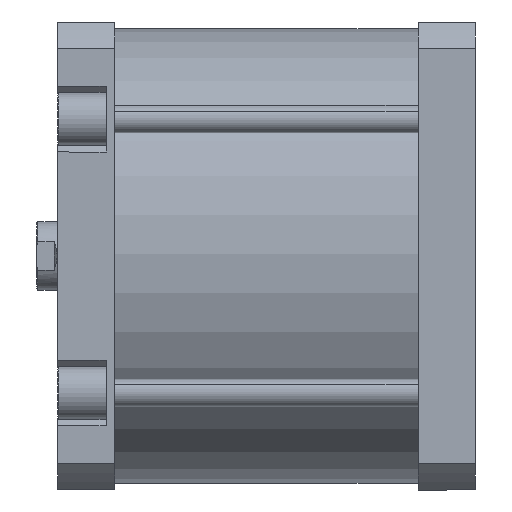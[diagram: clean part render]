
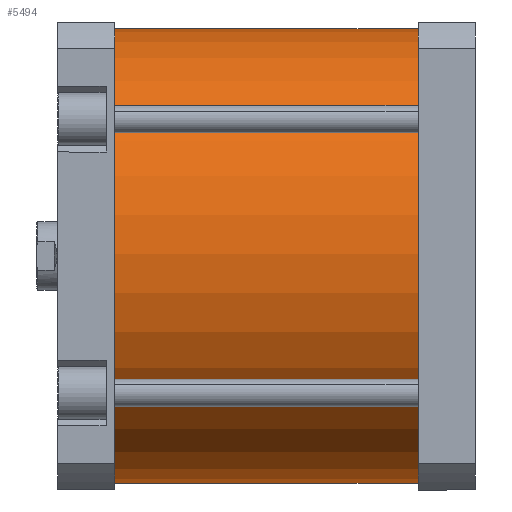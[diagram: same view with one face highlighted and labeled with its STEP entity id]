
A CAD part, front view. The second image highlights one B-rep face of the part: STEP entity #5494.
In plain terms, the highlighted cylindrical face has radius 131 mm (diameter 262 mm), a partial arc.
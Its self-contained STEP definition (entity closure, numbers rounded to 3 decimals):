
#1067 = EDGE_LOOP ( 'NONE', ( #2399, #2402, #2403, #2404 ) ) ;
#1478 = CARTESIAN_POINT ( 'NONE',  ( 131., 0., 0. ) ) ;
#1683 = VERTEX_POINT ( 'NONE', #1935 ) ;
#1687 = VERTEX_POINT ( 'NONE', #1478 ) ;
#1838 = CARTESIAN_POINT ( 'NONE',  ( 131., 0., 175. ) ) ;
#1885 = VERTEX_POINT ( 'NONE', #1838 ) ;
#1900 = VERTEX_POINT ( 'NONE', #4233 ) ;
#1935 = CARTESIAN_POINT ( 'NONE',  ( -131., 0., 0. ) ) ;
#2399 = ORIENTED_EDGE ( 'NONE', *, *, #3285, .F. ) ;
#2402 = ORIENTED_EDGE ( 'NONE', *, *, #3288, .T. ) ;
#2403 = ORIENTED_EDGE ( 'NONE', *, *, #3281, .T. ) ;
#2404 = ORIENTED_EDGE ( 'NONE', *, *, #3282, .F. ) ;
#2566 = VECTOR ( 'NONE', #4298, 1000. ) ;
#2580 = LINE ( 'NONE', #4292, #2566 ) ;
#2581 = CIRCLE ( 'NONE', #3901, 131. ) ;
#2582 = LINE ( 'NONE', #4313, #2587 ) ;
#2586 = CIRCLE ( 'NONE', #3900, 131. ) ;
#2587 = VECTOR ( 'NONE', #4314, 1000. ) ;
#3281 = EDGE_CURVE ( 'NONE', #1687, #1683, #2581, .T. ) ;
#3282 = EDGE_CURVE ( 'NONE', #1900, #1683, #2580, .T. ) ;
#3285 = EDGE_CURVE ( 'NONE', #1885, #1900, #2586, .T. ) ;
#3288 = EDGE_CURVE ( 'NONE', #1885, #1687, #2582, .T. ) ;
#3900 = AXIS2_PLACEMENT_3D ( 'NONE', #4303, #4304, #4305 ) ;
#3901 = AXIS2_PLACEMENT_3D ( 'NONE', #4294, #4295, #4296 ) ;
#4233 = CARTESIAN_POINT ( 'NONE',  ( -131., 0., 175. ) ) ;
#4292 = CARTESIAN_POINT ( 'NONE',  ( -131., 0., 175. ) ) ;
#4294 = CARTESIAN_POINT ( 'NONE',  ( 0., 0., 0. ) ) ;
#4295 = DIRECTION ( 'NONE',  ( 0., 0., 1. ) ) ;
#4296 = DIRECTION ( 'NONE',  ( 1., 0., 0. ) ) ;
#4298 = DIRECTION ( 'NONE',  ( 0., 0., -1. ) ) ;
#4303 = CARTESIAN_POINT ( 'NONE',  ( 0., 0., 175. ) ) ;
#4304 = DIRECTION ( 'NONE',  ( 0., 0., 1. ) ) ;
#4305 = DIRECTION ( 'NONE',  ( 1., 0., 0. ) ) ;
#4313 = CARTESIAN_POINT ( 'NONE',  ( 131., 0., 175. ) ) ;
#4314 = DIRECTION ( 'NONE',  ( 0., 0., -1. ) ) ;
#5494 = ADVANCED_FACE ( 'NONE', ( #6030 ), #6029, .T. ) ;
#6029 = CYLINDRICAL_SURFACE ( 'NONE', #7599, 131. ) ;
#6030 = FACE_OUTER_BOUND ( 'NONE', #1067, .T. ) ;
#7035 = DIRECTION ( 'NONE',  ( -1., 0., 0. ) ) ;
#7036 = DIRECTION ( 'NONE',  ( 0., 0., -1. ) ) ;
#7037 = CARTESIAN_POINT ( 'NONE',  ( 0., 0., 175. ) ) ;
#7599 = AXIS2_PLACEMENT_3D ( 'NONE', #7037, #7036, #7035 ) ;
